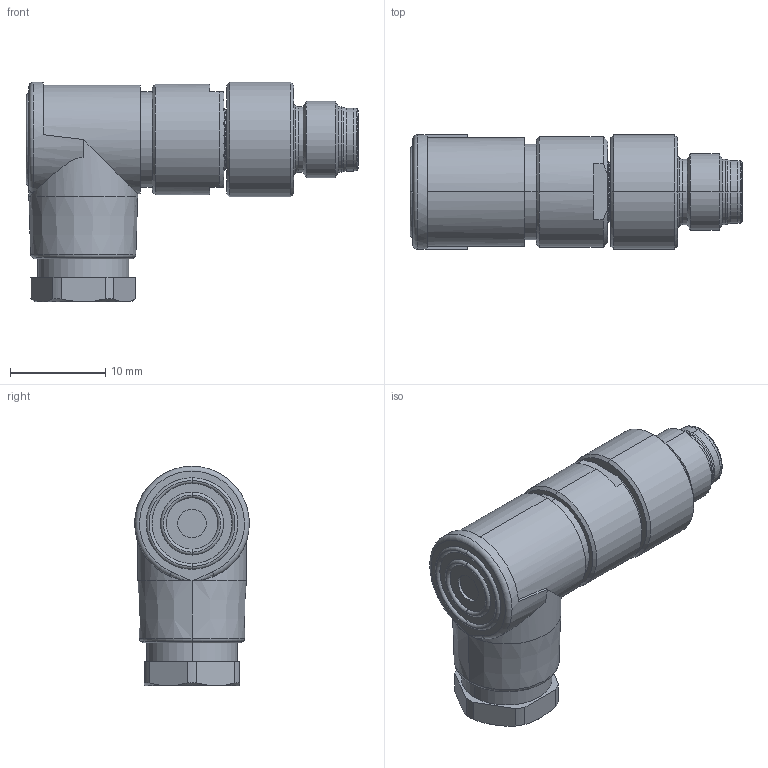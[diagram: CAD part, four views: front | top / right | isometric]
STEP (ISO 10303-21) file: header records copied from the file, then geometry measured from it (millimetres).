
FILE_DESCRIPTION((''),'2;1');
FILE_NAME('DM_CAD-2644','2017-06-19T',('creinig-se'),(''),'PRO/ENGINEER BY PARAMETRIC TECHNOLOGY CORPORATION, 2015440','PRO/ENGINEER BY PARAMETRIC TECHNOLOGY CORPORATION, 2015440','');
FILE_SCHEMA(('CONFIG_CONTROL_DESIGN'));
Length unit declared in the file: millimetre
Products named in the file (1): DM_CAD-2644
Bounding box: 34.8 x 12 x 23 mm (x, y, z)
Volume: 4168.4 mm3; surface area: 2212.6 mm2
Topology: 1 solids, 6 shells, 195 faces, 436 edges, 257 vertices
Faces by surface type: cylinder 66, plane 50, torus 33, cone 26, bspline 10, sphere 10
Entity records: 7390 total; most frequent: CARTESIAN_POINT 1447, DIRECTION 992, ORIENTED_EDGE 846, PRESENTATION_STYLE_ASSIGNMENT 447, AXIS2_PLACEMENT_3D 428, STYLED_ITEM 426, CURVE_STYLE 425, EDGE_CURVE 423
